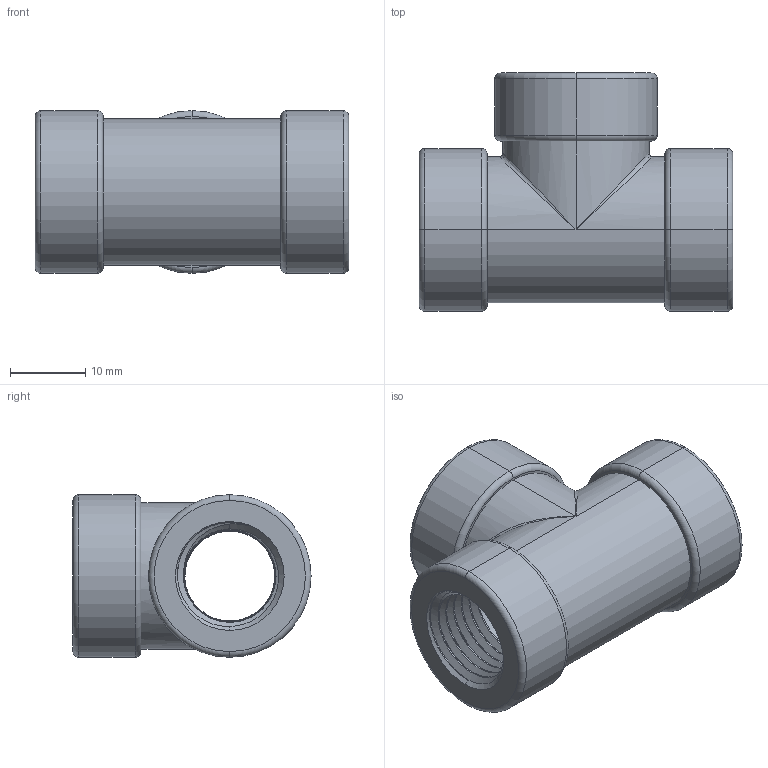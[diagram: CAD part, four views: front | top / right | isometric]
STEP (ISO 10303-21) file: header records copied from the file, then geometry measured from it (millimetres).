
FILE_DESCRIPTION (( 'STEP AP203' ), '1' );
FILE_NAME ('4464K48_304 Stainless Steel Threaded Pipe Fitting.STEP', '2021-09-09T04:01:59', ( 'Administrator' ), ( 'Managed by Terraform' ), 'SwSTEP 2.0', 'SolidWorks 2017', '' );
FILE_SCHEMA (( 'CONFIG_CONTROL_DESIGN' ));
Length unit declared in the file: inch
Products named in the file (1): 4464K48_304 Stainless Steel Threaded Pipe Fitting
Bounding box: 41.66 x 31.62 x 21.59 mm (x, y, z)
Volume: 9902.7 mm3; surface area: 7006.8 mm2
Topology: 1 solids, 1 shells, 98 faces, 257 edges, 159 vertices
Faces by surface type: cone 49, cylinder 16, torus 12, bspline 12, plane 9
Entity records: 13418 total; most frequent: CARTESIAN_POINT 11180, ORIENTED_EDGE 506, DIRECTION 366, EDGE_CURVE 253, VERTEX_POINT 159, AXIS2_PLACEMENT_3D 144, B_SPLINE_CURVE_WITH_KNOTS 112, EDGE_LOOP 104
